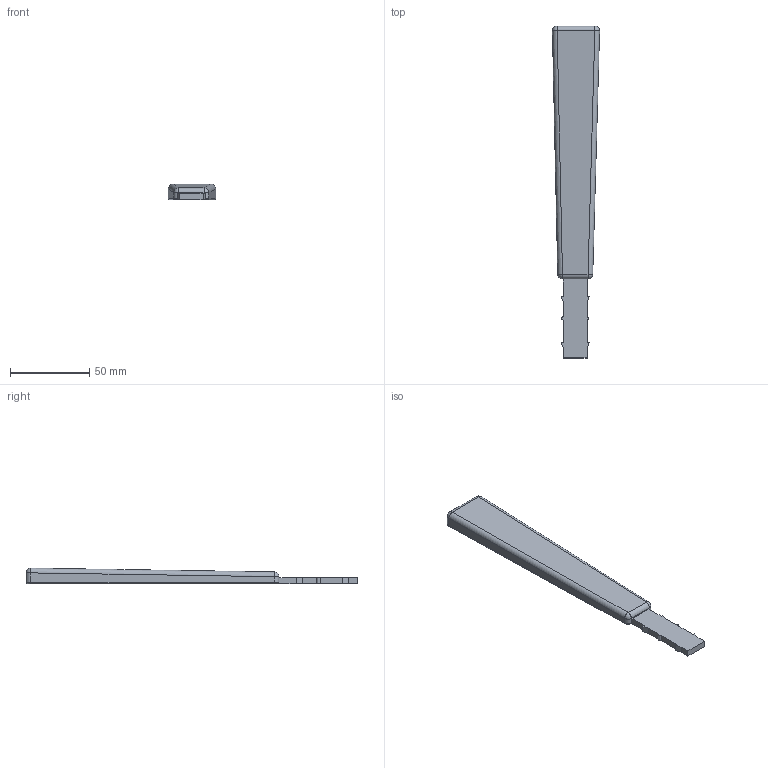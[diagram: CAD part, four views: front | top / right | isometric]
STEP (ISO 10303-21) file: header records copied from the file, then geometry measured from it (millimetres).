
FILE_DESCRIPTION(/* description */ (''),/* implementation_level */ '2;1');
FILE_NAME(/* name */ 'spatula v1.stp',/* time_stamp */ '2025-09-12T00:12:43+02:00',/* author */ (''),/* organization */ (''),/* preprocessor_version */ 'ST-DEVELOPER v20.1',/* originating_system */ 'Autodesk Translation Framework v14.10.0.0',/* authorisation */ '');
FILE_SCHEMA (('AUTOMOTIVE_DESIGN { 1 0 10303 214 3 1 1 }'));
Length unit declared in the file: millimetre
Products named in the file (1): spatula
Bounding box: 29.85 x 210 x 9.95 mm (x, y, z)
Volume: 38876.6 mm3; surface area: 12858.1 mm2
Topology: 1 solids, 1 shells, 47 faces, 115 edges, 70 vertices
Faces by surface type: plane 24, cylinder 15, torus 4, sphere 4
Entity records: 1396 total; most frequent: DIRECTION 245, CARTESIAN_POINT 233, ORIENTED_EDGE 230, EDGE_CURVE 115, AXIS2_PLACEMENT_3D 82, LINE 81, VECTOR 81, VERTEX_POINT 70
